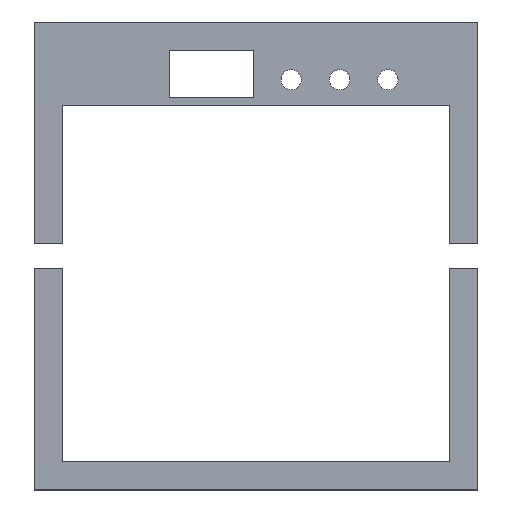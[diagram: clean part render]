
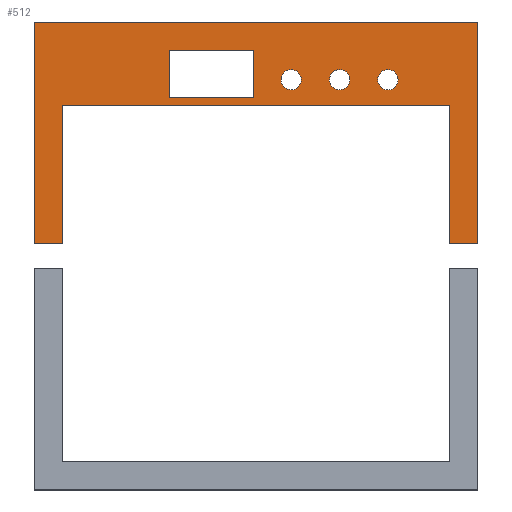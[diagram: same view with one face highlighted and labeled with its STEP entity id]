
A CAD part, top view. The second image highlights one B-rep face of the part: STEP entity #512.
In plain terms, the highlighted planar face has unit normal (0, 0, 1).
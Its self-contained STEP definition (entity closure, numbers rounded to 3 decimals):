
#24=FACE_BOUND('',#79,.T.);
#25=FACE_BOUND('',#80,.T.);
#26=FACE_BOUND('',#81,.T.);
#27=FACE_BOUND('',#82,.T.);
#31=CIRCLE('',#547,4.);
#32=CIRCLE('',#552,4.);
#33=CIRCLE('',#558,4.);
#47=FACE_OUTER_BOUND('',#78,.T.);
#78=EDGE_LOOP('',(#400,#401,#402,#403,#404,#405,#406,#407));
#79=EDGE_LOOP('',(#408));
#80=EDGE_LOOP('',(#409,#410,#411,#412));
#81=EDGE_LOOP('',(#413));
#82=EDGE_LOOP('',(#414));
#109=LINE('',#741,#172);
#113=LINE('',#751,#176);
#117=LINE('',#758,#180);
#118=LINE('',#760,#181);
#121=LINE('',#769,#184);
#124=LINE('',#774,#187);
#126=LINE('',#778,#189);
#127=LINE('',#780,#190);
#130=LINE('',#788,#193);
#131=LINE('',#791,#194);
#132=LINE('',#792,#195);
#133=LINE('',#793,#196);
#172=VECTOR('',#599,10.);
#176=VECTOR('',#609,10.);
#180=VECTOR('',#615,10.);
#181=VECTOR('',#618,10.);
#184=VECTOR('',#627,10.);
#187=VECTOR('',#632,10.);
#189=VECTOR('',#636,10.);
#190=VECTOR('',#639,10.);
#193=VECTOR('',#648,10.);
#194=VECTOR('',#651,10.);
#195=VECTOR('',#652,10.);
#196=VECTOR('',#653,10.);
#237=VERTEX_POINT('',#738);
#238=VERTEX_POINT('',#740);
#239=VERTEX_POINT('',#744);
#240=VERTEX_POINT('',#748);
#241=VERTEX_POINT('',#750);
#242=VERTEX_POINT('',#754);
#243=VERTEX_POINT('',#756);
#244=VERTEX_POINT('',#762);
#245=VERTEX_POINT('',#766);
#246=VERTEX_POINT('',#768);
#247=VERTEX_POINT('',#772);
#248=VERTEX_POINT('',#776);
#249=VERTEX_POINT('',#782);
#250=VERTEX_POINT('',#786);
#251=VERTEX_POINT('',#790);
#284=EDGE_CURVE('',#238,#237,#109,.T.);
#286=EDGE_CURVE('',#239,#239,#31,.T.);
#289=EDGE_CURVE('',#241,#240,#113,.T.);
#293=EDGE_CURVE('',#242,#243,#117,.T.);
#294=EDGE_CURVE('',#243,#241,#118,.T.);
#295=EDGE_CURVE('',#244,#244,#32,.T.);
#298=EDGE_CURVE('',#246,#245,#121,.T.);
#301=EDGE_CURVE('',#245,#247,#124,.T.);
#303=EDGE_CURVE('',#247,#248,#126,.T.);
#304=EDGE_CURVE('',#248,#246,#127,.T.);
#305=EDGE_CURVE('',#249,#249,#33,.T.);
#308=EDGE_CURVE('',#237,#250,#130,.T.);
#309=EDGE_CURVE('',#251,#240,#131,.T.);
#310=EDGE_CURVE('',#251,#238,#132,.T.);
#311=EDGE_CURVE('',#242,#250,#133,.T.);
#400=ORIENTED_EDGE('',*,*,#309,.F.);
#401=ORIENTED_EDGE('',*,*,#310,.T.);
#402=ORIENTED_EDGE('',*,*,#284,.T.);
#403=ORIENTED_EDGE('',*,*,#308,.T.);
#404=ORIENTED_EDGE('',*,*,#311,.F.);
#405=ORIENTED_EDGE('',*,*,#293,.T.);
#406=ORIENTED_EDGE('',*,*,#294,.T.);
#407=ORIENTED_EDGE('',*,*,#289,.T.);
#408=ORIENTED_EDGE('',*,*,#305,.T.);
#409=ORIENTED_EDGE('',*,*,#298,.T.);
#410=ORIENTED_EDGE('',*,*,#301,.T.);
#411=ORIENTED_EDGE('',*,*,#303,.T.);
#412=ORIENTED_EDGE('',*,*,#304,.T.);
#413=ORIENTED_EDGE('',*,*,#295,.T.);
#414=ORIENTED_EDGE('',*,*,#286,.T.);
#485=PLANE('',#560);
#512=ADVANCED_FACE('',(#47,#24,#25,#26,#27),#485,.T.);
#547=AXIS2_PLACEMENT_3D('',#745,#603,#604);
#552=AXIS2_PLACEMENT_3D('',#763,#621,#622);
#558=AXIS2_PLACEMENT_3D('',#783,#642,#643);
#560=AXIS2_PLACEMENT_3D('',#789,#649,#650);
#599=DIRECTION('',(-1.,0.,0.));
#603=DIRECTION('center_axis',(0.,0.,-1.));
#604=DIRECTION('ref_axis',(1.,0.,0.));
#609=DIRECTION('',(0.,-1.,0.));
#615=DIRECTION('',(0.,1.,0.));
#618=DIRECTION('',(1.,0.,0.));
#621=DIRECTION('center_axis',(0.,0.,-1.));
#622=DIRECTION('ref_axis',(1.,0.,0.));
#627=DIRECTION('',(1.,0.,0.));
#632=DIRECTION('',(0.,-1.,0.));
#636=DIRECTION('',(-1.,0.,0.));
#639=DIRECTION('',(0.,1.,0.));
#642=DIRECTION('center_axis',(0.,0.,-1.));
#643=DIRECTION('ref_axis',(1.,0.,0.));
#648=DIRECTION('',(0.,-1.,0.));
#649=DIRECTION('center_axis',(0.,0.,1.));
#650=DIRECTION('ref_axis',(1.,0.,0.));
#651=DIRECTION('',(-1.,0.,0.));
#652=DIRECTION('',(0.,1.,0.));
#653=DIRECTION('',(-1.,0.,0.));
#738=CARTESIAN_POINT('',(11.597,189.295,8.));
#740=CARTESIAN_POINT('',(186.347,189.295,8.));
#741=CARTESIAN_POINT('',(186.347,189.295,8.));
#744=CARTESIAN_POINT('',(127.872,166.563,8.));
#745=CARTESIAN_POINT('Origin',(131.872,166.563,8.));
#748=CARTESIAN_POINT('',(175.169,102.174,8.));
#750=CARTESIAN_POINT('',(175.169,156.403,8.));
#751=CARTESIAN_POINT('',(175.169,26.231,8.));
#754=CARTESIAN_POINT('',(22.775,102.174,8.));
#756=CARTESIAN_POINT('',(22.775,156.403,8.));
#758=CARTESIAN_POINT('',(22.775,156.403,8.));
#760=CARTESIAN_POINT('',(98.083,156.403,8.));
#762=CARTESIAN_POINT('',(146.922,166.563,8.));
#763=CARTESIAN_POINT('Origin',(150.922,166.563,8.));
#766=CARTESIAN_POINT('',(98.083,178.117,8.));
#768=CARTESIAN_POINT('',(64.939,178.117,8.));
#769=CARTESIAN_POINT('',(98.083,178.117,8.));
#772=CARTESIAN_POINT('',(98.083,159.505,8.));
#774=CARTESIAN_POINT('',(98.083,178.117,8.));
#776=CARTESIAN_POINT('',(64.939,159.505,8.));
#778=CARTESIAN_POINT('',(98.083,159.505,8.));
#780=CARTESIAN_POINT('',(64.939,178.117,8.));
#782=CARTESIAN_POINT('',(108.822,166.563,8.));
#783=CARTESIAN_POINT('Origin',(112.822,166.563,8.));
#786=CARTESIAN_POINT('',(11.597,102.174,8.));
#788=CARTESIAN_POINT('',(11.597,189.295,8.));
#789=CARTESIAN_POINT('Origin',(98.972,102.174,8.));
#790=CARTESIAN_POINT('',(186.347,102.174,8.));
#791=CARTESIAN_POINT('',(98.972,102.174,8.));
#792=CARTESIAN_POINT('',(186.347,15.053,8.));
#793=CARTESIAN_POINT('',(98.972,102.174,8.));
